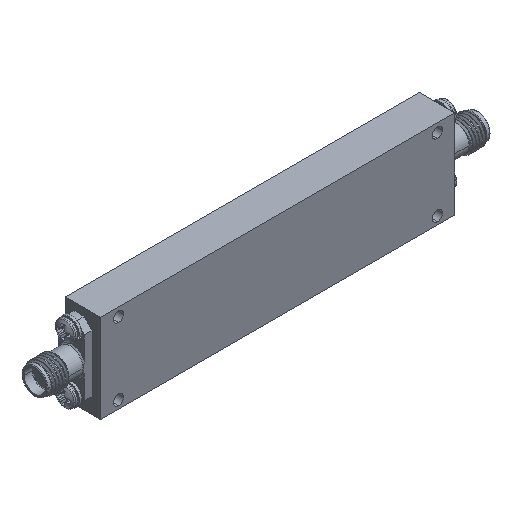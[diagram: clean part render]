
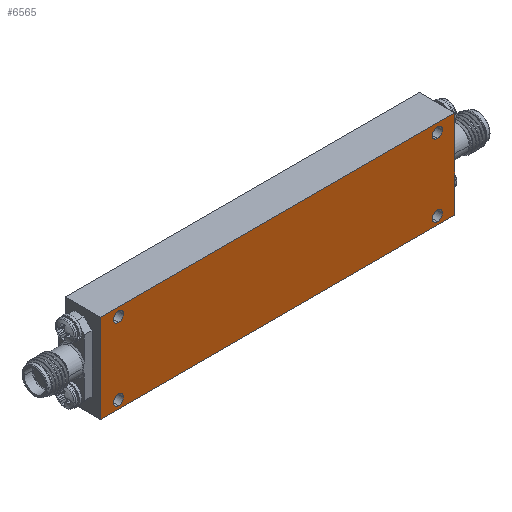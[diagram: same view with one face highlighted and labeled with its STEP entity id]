
A CAD part, isometric view. The second image highlights one B-rep face of the part: STEP entity #6565.
In plain terms, the highlighted planar face has unit normal (0, -1, 0).
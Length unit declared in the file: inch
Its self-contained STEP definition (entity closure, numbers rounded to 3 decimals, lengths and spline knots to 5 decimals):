
#116 = DIRECTION ( 'NONE',  ( 0., 0., -1. ) ) ;
#461 = AXIS2_PLACEMENT_3D ( 'NONE', #7243, #37929, #116 ) ;
#479 = DIRECTION ( 'NONE',  ( 0., 0., -1. ) ) ;
#789 = VERTEX_POINT ( 'NONE', #44802 ) ;
#1125 = CARTESIAN_POINT ( 'NONE',  ( 0., -0.27, -0.75 ) ) ;
#1131 = AXIS2_PLACEMENT_3D ( 'NONE', #42763, #42560, #11019 ) ;
#1564 = DIRECTION ( 'NONE',  ( 0., 0., 1. ) ) ;
#1753 = ORIENTED_EDGE ( 'NONE', *, *, #6069, .F. ) ;
#1967 = LINE ( 'NONE', #20168, #26844 ) ;
#3388 = EDGE_CURVE ( 'NONE', #33927, #25785, #14202, .T. ) ;
#3940 = EDGE_LOOP ( 'NONE', ( #37606, #17007 ) ) ;
#4293 = ORIENTED_EDGE ( 'NONE', *, *, #17048, .F. ) ;
#4509 = VERTEX_POINT ( 'NONE', #1125 ) ;
#4533 = EDGE_CURVE ( 'NONE', #25785, #33927, #15634, .T. ) ;
#5262 = AXIS2_PLACEMENT_3D ( 'NONE', #7317, #25102, #31768 ) ;
#6069 = EDGE_CURVE ( 'NONE', #26555, #38912, #38273, .T. ) ;
#6557 = FACE_BOUND ( 'NONE', #38716, .T. ) ;
#6565 = ADVANCED_FACE ( 'NONE', ( #34699, #21321, #6557, #45205, #42019 ), #7015, .T. ) ;
#7015 = PLANE ( 'NONE',  #461 ) ;
#7243 = CARTESIAN_POINT ( 'NONE',  ( 1.5, -0.27, -0.375 ) ) ;
#7274 = DIRECTION ( 'NONE',  ( 0., -1., 0. ) ) ;
#7317 = CARTESIAN_POINT ( 'NONE',  ( 2.85, -0.27, -0.07 ) ) ;
#7328 = DIRECTION ( 'NONE',  ( 0., 0., -1. ) ) ;
#10039 = CARTESIAN_POINT ( 'NONE',  ( 0.15, -0.27, -0.637 ) ) ;
#10364 = CARTESIAN_POINT ( 'NONE',  ( 2.85, -0.27, -0.68 ) ) ;
#10549 = CARTESIAN_POINT ( 'NONE',  ( 0., -0.27, 0. ) ) ;
#10689 = CIRCLE ( 'NONE', #36420, 0.043 ) ;
#10739 = DIRECTION ( 'NONE',  ( 0., 0., -1. ) ) ;
#10790 = EDGE_CURVE ( 'NONE', #43812, #789, #36460, .T. ) ;
#11019 = DIRECTION ( 'NONE',  ( 0., 0., -1. ) ) ;
#11949 = VECTOR ( 'NONE', #1564, 39.37008 ) ;
#11982 = AXIS2_PLACEMENT_3D ( 'NONE', #41578, #44768, #10739 ) ;
#12017 = ORIENTED_EDGE ( 'NONE', *, *, #26658, .F. ) ;
#14021 = CARTESIAN_POINT ( 'NONE',  ( 0., -0.27, 0. ) ) ;
#14202 = CIRCLE ( 'NONE', #11982, 0.043 ) ;
#14832 = ORIENTED_EDGE ( 'NONE', *, *, #24339, .F. ) ;
#15634 = CIRCLE ( 'NONE', #44314, 0.043 ) ;
#16690 = EDGE_CURVE ( 'NONE', #38912, #40659, #24940, .T. ) ;
#16931 = CARTESIAN_POINT ( 'NONE',  ( 0.15, -0.27, -0.68 ) ) ;
#16986 = CIRCLE ( 'NONE', #30268, 0.043 ) ;
#17007 = ORIENTED_EDGE ( 'NONE', *, *, #29000, .F. ) ;
#17048 = EDGE_CURVE ( 'NONE', #43820, #36942, #38398, .T. ) ;
#17155 = EDGE_CURVE ( 'NONE', #20927, #19728, #16986, .T. ) ;
#17493 = CARTESIAN_POINT ( 'NONE',  ( 2.85, -0.27, -0.68 ) ) ;
#17742 = CARTESIAN_POINT ( 'NONE',  ( 3., -0.27, 0. ) ) ;
#18089 = DIRECTION ( 'NONE',  ( 0., 0., -1. ) ) ;
#18143 = EDGE_LOOP ( 'NONE', ( #31790, #1753, #14832, #12017 ) ) ;
#18481 = AXIS2_PLACEMENT_3D ( 'NONE', #10364, #24437, #20724 ) ;
#19329 = LINE ( 'NONE', #29704, #11949 ) ;
#19728 = VERTEX_POINT ( 'NONE', #10039 ) ;
#20168 = CARTESIAN_POINT ( 'NONE',  ( 0., -0.27, -0.75 ) ) ;
#20724 = DIRECTION ( 'NONE',  ( 0., 0., -1. ) ) ;
#20927 = VERTEX_POINT ( 'NONE', #23568 ) ;
#21102 = AXIS2_PLACEMENT_3D ( 'NONE', #16931, #38415, #31037 ) ;
#21321 = FACE_BOUND ( 'NONE', #3940, .T. ) ;
#21649 = DIRECTION ( 'NONE',  ( 1., 0., 0. ) ) ;
#23568 = CARTESIAN_POINT ( 'NONE',  ( 0.15, -0.27, -0.723 ) ) ;
#24002 = VECTOR ( 'NONE', #21649, 39.37008 ) ;
#24042 = CIRCLE ( 'NONE', #21102, 0.043 ) ;
#24339 = EDGE_CURVE ( 'NONE', #4509, #26555, #19329, .T. ) ;
#24437 = DIRECTION ( 'NONE',  ( 0., -1., 0. ) ) ;
#24940 = LINE ( 'NONE', #17742, #38365 ) ;
#25102 = DIRECTION ( 'NONE',  ( 0., -1., 0. ) ) ;
#25781 = DIRECTION ( 'NONE',  ( 0., -1., 0. ) ) ;
#25785 = VERTEX_POINT ( 'NONE', #28699 ) ;
#26555 = VERTEX_POINT ( 'NONE', #10549 ) ;
#26658 = EDGE_CURVE ( 'NONE', #40659, #4509, #1967, .T. ) ;
#26844 = VECTOR ( 'NONE', #30093, 39.37008 ) ;
#28451 = CARTESIAN_POINT ( 'NONE',  ( 3., -0.27, -0.75 ) ) ;
#28699 = CARTESIAN_POINT ( 'NONE',  ( 0.15, -0.27, -0.027 ) ) ;
#29000 = EDGE_CURVE ( 'NONE', #789, #43812, #42787, .T. ) ;
#29704 = CARTESIAN_POINT ( 'NONE',  ( 0., -0.27, 0. ) ) ;
#30093 = DIRECTION ( 'NONE',  ( -1., 0., 0. ) ) ;
#30268 = AXIS2_PLACEMENT_3D ( 'NONE', #39569, #25781, #7328 ) ;
#31037 = DIRECTION ( 'NONE',  ( 0., 0., -1. ) ) ;
#31286 = CARTESIAN_POINT ( 'NONE',  ( 0.15, -0.27, -0.07 ) ) ;
#31374 = EDGE_CURVE ( 'NONE', #36942, #43820, #10689, .T. ) ;
#31768 = DIRECTION ( 'NONE',  ( 0., 0., -1. ) ) ;
#31790 = ORIENTED_EDGE ( 'NONE', *, *, #16690, .F. ) ;
#32253 = DIRECTION ( 'NONE',  ( 0., 0., -1. ) ) ;
#33927 = VERTEX_POINT ( 'NONE', #42499 ) ;
#34699 = FACE_BOUND ( 'NONE', #35028, .T. ) ;
#35028 = EDGE_LOOP ( 'NONE', ( #41750, #4293 ) ) ;
#35311 = CARTESIAN_POINT ( 'NONE',  ( 2.85, -0.27, -0.723 ) ) ;
#36420 = AXIS2_PLACEMENT_3D ( 'NONE', #17493, #36535, #32253 ) ;
#36460 = CIRCLE ( 'NONE', #1131, 0.043 ) ;
#36535 = DIRECTION ( 'NONE',  ( 0., -1., 0. ) ) ;
#36610 = EDGE_LOOP ( 'NONE', ( #39215, #40092 ) ) ;
#36942 = VERTEX_POINT ( 'NONE', #35311 ) ;
#37606 = ORIENTED_EDGE ( 'NONE', *, *, #10790, .F. ) ;
#37929 = DIRECTION ( 'NONE',  ( 0., -1., 0. ) ) ;
#38273 = LINE ( 'NONE', #14021, #24002 ) ;
#38365 = VECTOR ( 'NONE', #479, 39.37008 ) ;
#38389 = ORIENTED_EDGE ( 'NONE', *, *, #3388, .F. ) ;
#38398 = CIRCLE ( 'NONE', #18481, 0.043 ) ;
#38415 = DIRECTION ( 'NONE',  ( 0., -1., 0. ) ) ;
#38716 = EDGE_LOOP ( 'NONE', ( #38389, #41944 ) ) ;
#38836 = CARTESIAN_POINT ( 'NONE',  ( 3., -0.27, 0. ) ) ;
#38912 = VERTEX_POINT ( 'NONE', #38836 ) ;
#39215 = ORIENTED_EDGE ( 'NONE', *, *, #17155, .F. ) ;
#39569 = CARTESIAN_POINT ( 'NONE',  ( 0.15, -0.27, -0.68 ) ) ;
#40092 = ORIENTED_EDGE ( 'NONE', *, *, #40259, .F. ) ;
#40259 = EDGE_CURVE ( 'NONE', #19728, #20927, #24042, .T. ) ;
#40659 = VERTEX_POINT ( 'NONE', #28451 ) ;
#41578 = CARTESIAN_POINT ( 'NONE',  ( 0.15, -0.27, -0.07 ) ) ;
#41750 = ORIENTED_EDGE ( 'NONE', *, *, #31374, .F. ) ;
#41944 = ORIENTED_EDGE ( 'NONE', *, *, #4533, .F. ) ;
#42019 = FACE_OUTER_BOUND ( 'NONE', #18143, .T. ) ;
#42044 = CARTESIAN_POINT ( 'NONE',  ( 2.85, -0.27, -0.113 ) ) ;
#42499 = CARTESIAN_POINT ( 'NONE',  ( 0.15, -0.27, -0.113 ) ) ;
#42560 = DIRECTION ( 'NONE',  ( 0., -1., 0. ) ) ;
#42763 = CARTESIAN_POINT ( 'NONE',  ( 2.85, -0.27, -0.07 ) ) ;
#42787 = CIRCLE ( 'NONE', #5262, 0.043 ) ;
#43812 = VERTEX_POINT ( 'NONE', #42044 ) ;
#43820 = VERTEX_POINT ( 'NONE', #45228 ) ;
#44314 = AXIS2_PLACEMENT_3D ( 'NONE', #31286, #7274, #18089 ) ;
#44768 = DIRECTION ( 'NONE',  ( 0., -1., 0. ) ) ;
#44802 = CARTESIAN_POINT ( 'NONE',  ( 2.85, -0.27, -0.027 ) ) ;
#45205 = FACE_BOUND ( 'NONE', #36610, .T. ) ;
#45228 = CARTESIAN_POINT ( 'NONE',  ( 2.85, -0.27, -0.637 ) ) ;
